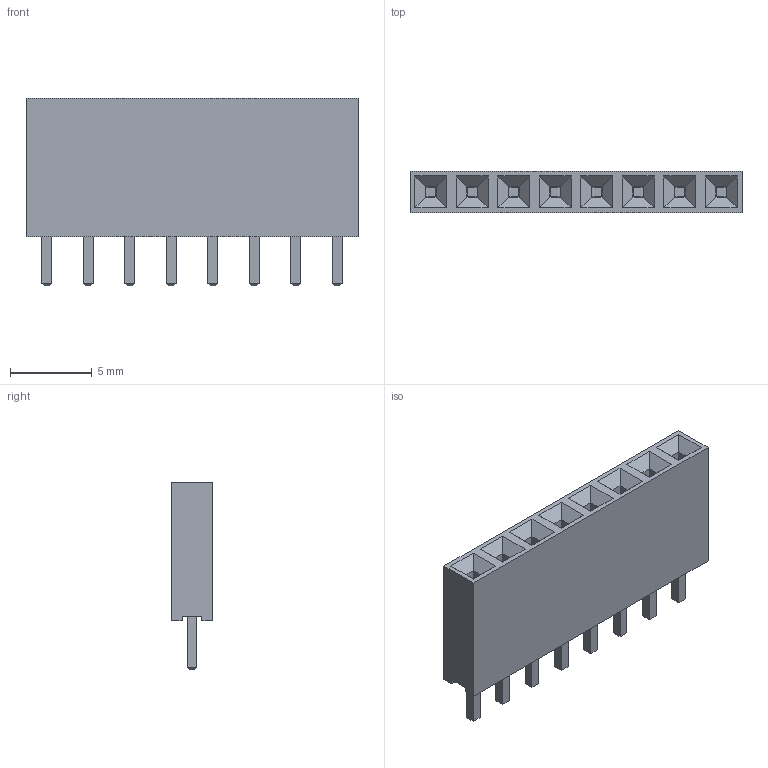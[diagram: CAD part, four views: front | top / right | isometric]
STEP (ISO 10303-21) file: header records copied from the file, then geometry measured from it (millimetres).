
FILE_DESCRIPTION (( 'STEP AP214' ), '1' );
FILE_NAME ('FemaleHeader.STEP', '2024-07-07T11:28:21', ( '' ), ( '' ), 'SwSTEP 2.0', 'SolidWorks 2022', '' );
FILE_SCHEMA (( 'AUTOMOTIVE_DESIGN' ));
Length unit declared in the file: millimetre
Products named in the file (1): FemaleHeader
Bounding box: 20.32 x 2.54 x 11.5 mm (x, y, z)
Volume: 413.5 mm3; surface area: 783.8 mm2
Topology: 9 solids, 9 shells, 154 faces, 344 edges, 208 vertices
Faces by surface type: plane 154
Entity records: 5004 total; most frequent: CARTESIAN_POINT 707, ORIENTED_EDGE 688, DIRECTION 654, LINE 344, EDGE_CURVE 344, VECTOR 344, VERTEX_POINT 208, EDGE_LOOP 170
